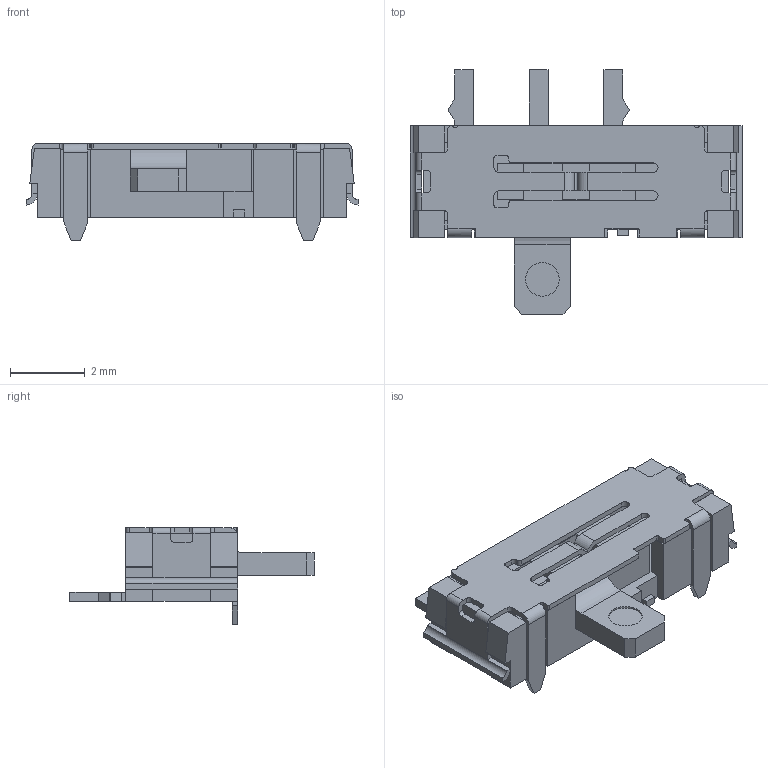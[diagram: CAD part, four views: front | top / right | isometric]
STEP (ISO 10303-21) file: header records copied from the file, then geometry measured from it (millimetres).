
FILE_DESCRIPTION (( 'STEP AP214' ), '1' );
FILE_NAME ('Wurth_450404015514.STEP', '2020-10-28T10:38:20', ( '' ), ( '' ), 'SwSTEP 2.0', 'SolidWorks 2020', '' );
FILE_SCHEMA (( 'AUTOMOTIVE_DESIGN' ));
Length unit declared in the file: millimetre
Products named in the file (11): Pin 1.stp; Pin 2.stp; Pin 4.stp; Pin 3.stp; Wurth_450404015514.stp; Wurth_450404015514; Pin 5.stp; Frame.stp; Slider.stp; Cover.stp; Slider 1.stp
Assembly tree (10 placements, depth 3):
  Wurth_450404015514
    Wurth_450404015514.stp
      Frame.stp
      Cover.stp
      Pin 2.stp
      Pin 4.stp
      Slider 1.stp
      Pin 1.stp
      Pin 3.stp
      Slider.stp
      Pin 5.stp
Bounding box: 8.9 x 6.55 x 2.6 mm (x, y, z)
Volume: 43.3 mm3; surface area: 259.9 mm2
Topology: 9 solids, 9 shells, 366 faces, 1010 edges, 666 vertices
Faces by surface type: plane 248, cylinder 108, torus 8, bspline 2
Entity records: 12126 total; most frequent: CARTESIAN_POINT 2098, ORIENTED_EDGE 2020, DIRECTION 2002, EDGE_CURVE 1010, VECTOR 766, LINE 766, VERTEX_POINT 666, AXIS2_PLACEMENT_3D 618
